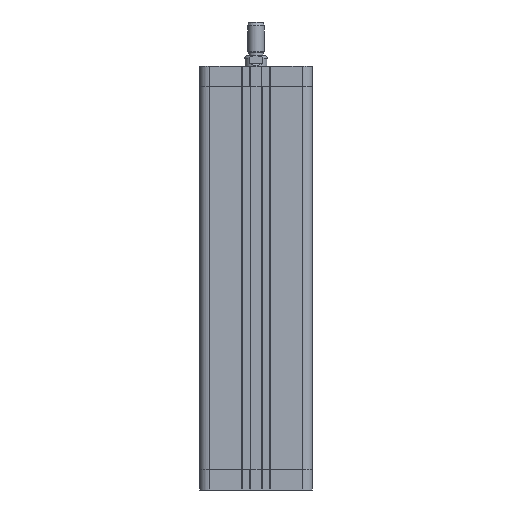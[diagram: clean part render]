
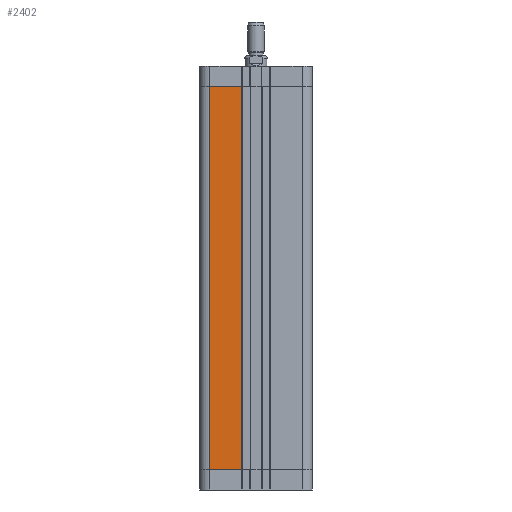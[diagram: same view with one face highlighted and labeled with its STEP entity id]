
A CAD part, left-side view. The second image highlights one B-rep face of the part: STEP entity #2402.
In plain terms, the highlighted face is planar.
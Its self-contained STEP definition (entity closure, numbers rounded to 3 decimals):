
#574=CARTESIAN_POINT('',(40.,-135.75,-33.));
#575=VERTEX_POINT('',#574);
#583=CARTESIAN_POINT('',(40.,-135.75,-10.25));
#584=VERTEX_POINT('',#583);
#585=CARTESIAN_POINT('',(40.,-135.75,-10.25));
#586=DIRECTION('',(0.0,0.0,-1.0));
#587=VECTOR('',#586,22.75);
#588=LINE('',#585,#587);
#589=EDGE_CURVE('',#584,#575,#588,.T.);
#2359=CARTESIAN_POINT('',(40.,135.75,-33.));
#2360=VERTEX_POINT('',#2359);
#2368=CARTESIAN_POINT('',(40.,-135.75,-33.));
#2369=DIRECTION('',(0.0,1.0,0.0));
#2370=VECTOR('',#2369,271.5);
#2371=LINE('',#2368,#2370);
#2372=EDGE_CURVE('',#575,#2360,#2371,.T.);
#2379=CARTESIAN_POINT('',(40.,0.0,-33.));
#2380=DIRECTION('',(1.0,0.0,0.0));
#2381=DIRECTION('',(0.0,0.0,-1.0));
#2382=AXIS2_PLACEMENT_3D('',#2379,#2380,#2381);
#2383=PLANE('',#2382);
#2384=CARTESIAN_POINT('',(40.,135.75,-10.25));
#2385=VERTEX_POINT('',#2384);
#2386=CARTESIAN_POINT('',(40.0,135.75,-33.));
#2387=DIRECTION('',(0.0,0.0,1.0));
#2388=VECTOR('',#2387,22.75);
#2389=LINE('',#2386,#2388);
#2390=EDGE_CURVE('',#2360,#2385,#2389,.T.);
#2391=ORIENTED_EDGE('',*,*,#2390,.T.);
#2392=CARTESIAN_POINT('',(40.,-135.75,-10.25));
#2393=DIRECTION('',(0.0,1.0,0.0));
#2394=VECTOR('',#2393,271.5);
#2395=LINE('',#2392,#2394);
#2396=EDGE_CURVE('',#584,#2385,#2395,.T.);
#2397=ORIENTED_EDGE('',*,*,#2396,.F.);
#2398=ORIENTED_EDGE('',*,*,#589,.T.);
#2399=ORIENTED_EDGE('',*,*,#2372,.T.);
#2400=EDGE_LOOP('',(#2391,#2397,#2398,#2399));
#2401=FACE_OUTER_BOUND('',#2400,.T.);
#2402=ADVANCED_FACE('',(#2401),#2383,.T.);
